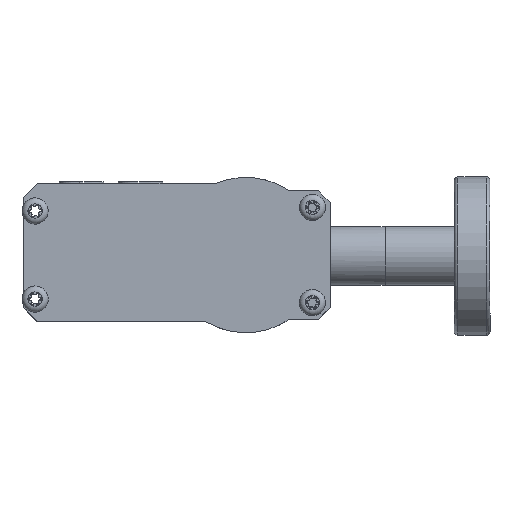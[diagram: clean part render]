
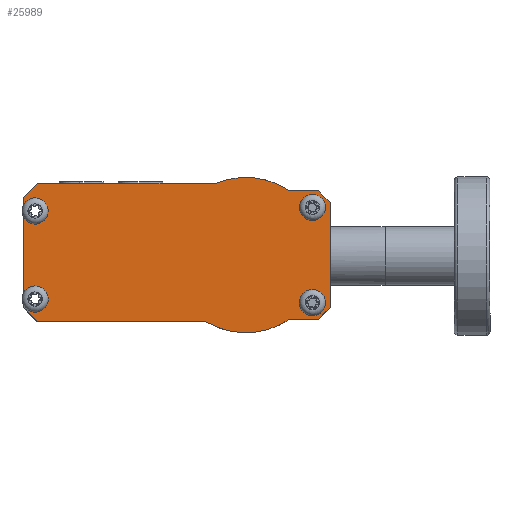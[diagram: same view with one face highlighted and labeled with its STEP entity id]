
A CAD part, left-side view. The second image highlights one B-rep face of the part: STEP entity #25989.
In plain terms, the highlighted planar face has unit normal (-1, 0, 0).
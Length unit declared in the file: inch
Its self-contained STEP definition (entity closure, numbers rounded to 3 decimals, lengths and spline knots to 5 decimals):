
#121 = EDGE_CURVE ( 'NONE', #13030, #22543, #9822, .T. ) ;
#427 = DIRECTION ( 'NONE',  ( 0., -0.707, -0.707 ) ) ;
#539 = CARTESIAN_POINT ( 'NONE',  ( -2.06, 1.752, -0.56 ) ) ;
#875 = EDGE_CURVE ( 'NONE', #13837, #20205, #16631, .T. ) ;
#901 = FACE_BOUND ( 'NONE', #22350, .T. ) ;
#978 = CARTESIAN_POINT ( 'NONE',  ( -2.06, 0.002, 0. ) ) ;
#1077 = EDGE_CURVE ( 'NONE', #27490, #15945, #21293, .T. ) ;
#1384 = ORIENTED_EDGE ( 'NONE', *, *, #23149, .T. ) ;
#1700 = EDGE_CURVE ( 'NONE', #3952, #27490, #5902, .T. ) ;
#1939 = VERTEX_POINT ( 'NONE', #25461 ) ;
#2196 = CARTESIAN_POINT ( 'NONE',  ( -2.06, -0.558, -0.4 ) ) ;
#2377 = VERTEX_POINT ( 'NONE', #28324 ) ;
#2579 = EDGE_CURVE ( 'NONE', #15945, #26776, #24182, .T. ) ;
#2700 = CARTESIAN_POINT ( 'NONE',  ( -2.06, -0.708, -0.44 ) ) ;
#3281 = DIRECTION ( 'NONE',  ( 0., 0., 1. ) ) ;
#3423 = DIRECTION ( 'NONE',  ( 0., 0., 1. ) ) ;
#3667 = VECTOR ( 'NONE', #427, 39.37008 ) ;
#3752 = DIRECTION ( 'NONE',  ( -1., 0., 0. ) ) ;
#3790 = LINE ( 'NONE', #2700, #26816 ) ;
#3901 = ORIENTED_EDGE ( 'NONE', *, *, #26007, .T. ) ;
#3952 = VERTEX_POINT ( 'NONE', #27010 ) ;
#4507 = DIRECTION ( 'NONE',  ( 0., 0., -1. ) ) ;
#5491 = CARTESIAN_POINT ( 'NONE',  ( -2.06, 0.3369, -0.56 ) ) ;
#5751 = VECTOR ( 'NONE', #11498, 39.37008 ) ;
#5812 = DIRECTION ( 'NONE',  ( -1., 0., 0. ) ) ;
#5902 = LINE ( 'NONE', #18652, #29669 ) ;
#6103 = AXIS2_PLACEMENT_3D ( 'NONE', #25951, #12217, #28288 ) ;
#6112 = CARTESIAN_POINT ( 'NONE',  ( -2.06, -0.558, 0.4 ) ) ;
#6549 = EDGE_CURVE ( 'NONE', #24999, #24999, #28223, .T. ) ;
#6772 = CARTESIAN_POINT ( 'NONE',  ( -2.06, 1.772, -0.43 ) ) ;
#6991 = AXIS2_PLACEMENT_3D ( 'NONE', #17533, #3752, #19835 ) ;
#7024 = FACE_BOUND ( 'NONE', #28488, .T. ) ;
#7834 = DIRECTION ( 'NONE',  ( 0., -1., 0. ) ) ;
#7891 = CIRCLE ( 'NONE', #6991, 0.06 ) ;
#8154 = CARTESIAN_POINT ( 'NONE',  ( -2.06, 0.002, 0. ) ) ;
#8189 = ORIENTED_EDGE ( 'NONE', *, *, #15159, .T. ) ;
#8368 = CARTESIAN_POINT ( 'NONE',  ( -2.06, 0.25843, 0.6 ) ) ;
#8432 = DIRECTION ( 'NONE',  ( 0., 0., 1. ) ) ;
#8629 = EDGE_CURVE ( 'NONE', #20205, #13030, #9352, .T. ) ;
#9005 = CARTESIAN_POINT ( 'NONE',  ( -2.06, 1.772, 0.43 ) ) ;
#9065 = ORIENTED_EDGE ( 'NONE', *, *, #9890, .F. ) ;
#9074 = VECTOR ( 'NONE', #18475, 39.37008 ) ;
#9352 = LINE ( 'NONE', #26626, #26928 ) ;
#9527 = AXIS2_PLACEMENT_3D ( 'NONE', #13618, #29706, #15922 ) ;
#9822 = LINE ( 'NONE', #539, #3667 ) ;
#9890 = EDGE_CURVE ( 'NONE', #27523, #27523, #24505, .T. ) ;
#9943 = ORIENTED_EDGE ( 'NONE', *, *, #20592, .T. ) ;
#10536 = VECTOR ( 'NONE', #23764, 39.37008 ) ;
#11108 = CARTESIAN_POINT ( 'NONE',  ( -2.06, -0.558, -0.46 ) ) ;
#11219 = DIRECTION ( 'NONE',  ( 0., 0.707, 0.707 ) ) ;
#11498 = DIRECTION ( 'NONE',  ( 0., 1., 0. ) ) ;
#11559 = ORIENTED_EDGE ( 'NONE', *, *, #8629, .T. ) ;
#11639 = CARTESIAN_POINT ( 'NONE',  ( -2.06, -0.43639, 0.54 ) ) ;
#11672 = CARTESIAN_POINT ( 'NONE',  ( -2.06, -0.608, 0.54 ) ) ;
#11854 = CIRCLE ( 'NONE', #28981, 0.06 ) ;
#11990 = ORIENTED_EDGE ( 'NONE', *, *, #18275, .F. ) ;
#12217 = DIRECTION ( 'NONE',  ( -1., 0., 0. ) ) ;
#12869 = EDGE_CURVE ( 'NONE', #19960, #19960, #7891, .T. ) ;
#12876 = DIRECTION ( 'NONE',  ( 0., 0., -1. ) ) ;
#12996 = EDGE_CURVE ( 'NONE', #2377, #25580, #27660, .T. ) ;
#13022 = LINE ( 'NONE', #19484, #24513 ) ;
#13030 = VERTEX_POINT ( 'NONE', #22953 ) ;
#13136 = FACE_OUTER_BOUND ( 'NONE', #25288, .T. ) ;
#13618 = CARTESIAN_POINT ( 'NONE',  ( -2.06, 0.002, 0. ) ) ;
#13784 = EDGE_CURVE ( 'NONE', #22543, #2377, #26820, .T. ) ;
#13837 = VERTEX_POINT ( 'NONE', #17168 ) ;
#14217 = VERTEX_POINT ( 'NONE', #14251 ) ;
#14251 = CARTESIAN_POINT ( 'NONE',  ( -2.06, -0.608, -0.54 ) ) ;
#14565 = CARTESIAN_POINT ( 'NONE',  ( -2.06, -0.36427, 0.54 ) ) ;
#14612 = VECTOR ( 'NONE', #7834, 39.37008 ) ;
#14726 = AXIS2_PLACEMENT_3D ( 'NONE', #8154, #5812, #3423 ) ;
#15159 = EDGE_CURVE ( 'NONE', #26776, #13837, #18747, .T. ) ;
#15922 = DIRECTION ( 'NONE',  ( 0., 0., -1. ) ) ;
#15945 = VERTEX_POINT ( 'NONE', #14565 ) ;
#16105 = CARTESIAN_POINT ( 'NONE',  ( -2.06, 0.25843, 0.6 ) ) ;
#16477 = VERTEX_POINT ( 'NONE', #19366 ) ;
#16631 = LINE ( 'NONE', #23672, #10536 ) ;
#16945 = ORIENTED_EDGE ( 'NONE', *, *, #12996, .T. ) ;
#16960 = PLANE ( 'NONE',  #23701 ) ;
#17059 = DIRECTION ( 'NONE',  ( -1., 0., 0. ) ) ;
#17168 = CARTESIAN_POINT ( 'NONE',  ( -2.06, 1.752, 0.6 ) ) ;
#17433 = ORIENTED_EDGE ( 'NONE', *, *, #1077, .T. ) ;
#17533 = CARTESIAN_POINT ( 'NONE',  ( -2.06, 1.772, -0.37 ) ) ;
#17894 = ORIENTED_EDGE ( 'NONE', *, *, #121, .T. ) ;
#18275 = EDGE_CURVE ( 'NONE', #1939, #1939, #11854, .T. ) ;
#18308 = DIRECTION ( 'NONE',  ( -1., 0., 0. ) ) ;
#18475 = DIRECTION ( 'NONE',  ( 0., 1., 0. ) ) ;
#18652 = CARTESIAN_POINT ( 'NONE',  ( -2.06, -0.708, 0.44 ) ) ;
#18747 = LINE ( 'NONE', #16105, #5751 ) ;
#18794 = DIRECTION ( 'NONE',  ( 0., 0., 1. ) ) ;
#18996 = ORIENTED_EDGE ( 'NONE', *, *, #13784, .T. ) ;
#19366 = CARTESIAN_POINT ( 'NONE',  ( -2.06, -0.708, -0.44 ) ) ;
#19484 = CARTESIAN_POINT ( 'NONE',  ( -2.06, -0.36427, -0.54 ) ) ;
#19835 = DIRECTION ( 'NONE',  ( 0., 0., -1. ) ) ;
#19960 = VERTEX_POINT ( 'NONE', #6772 ) ;
#20205 = VERTEX_POINT ( 'NONE', #26251 ) ;
#20592 = EDGE_CURVE ( 'NONE', #16477, #3952, #3790, .T. ) ;
#21293 = LINE ( 'NONE', #11639, #9074 ) ;
#21701 = CARTESIAN_POINT ( 'NONE',  ( -2.06, -0.708, -0.44 ) ) ;
#21780 = LINE ( 'NONE', #21701, #27892 ) ;
#22209 = DIRECTION ( 'NONE',  ( -1., 0., 0. ) ) ;
#22350 = EDGE_LOOP ( 'NONE', ( #29798 ) ) ;
#22543 = VERTEX_POINT ( 'NONE', #26462 ) ;
#22776 = ORIENTED_EDGE ( 'NONE', *, *, #1700, .T. ) ;
#22953 = CARTESIAN_POINT ( 'NONE',  ( -2.06, 1.872, -0.44 ) ) ;
#23149 = EDGE_CURVE ( 'NONE', #25580, #14217, #13022, .T. ) ;
#23672 = CARTESIAN_POINT ( 'NONE',  ( -2.06, 1.752, 0.6 ) ) ;
#23701 = AXIS2_PLACEMENT_3D ( 'NONE', #978, #17059, #3281 ) ;
#23764 = DIRECTION ( 'NONE',  ( 0., 0.707, -0.707 ) ) ;
#23904 = ORIENTED_EDGE ( 'NONE', *, *, #2579, .T. ) ;
#24010 = DIRECTION ( 'NONE',  ( 0., -0.707, 0.707 ) ) ;
#24096 = DIRECTION ( 'NONE',  ( 0., -1., 0. ) ) ;
#24182 = CIRCLE ( 'NONE', #14726, 0.6525 ) ;
#24505 = CIRCLE ( 'NONE', #6103, 0.06 ) ;
#24513 = VECTOR ( 'NONE', #24096, 39.37008 ) ;
#24632 = FACE_BOUND ( 'NONE', #25642, .T. ) ;
#24992 = ORIENTED_EDGE ( 'NONE', *, *, #6549, .F. ) ;
#24999 = VERTEX_POINT ( 'NONE', #11108 ) ;
#25288 = EDGE_LOOP ( 'NONE', ( #22776, #17433, #23904, #8189, #26869, #11559, #17894, #18996, #16945, #1384, #3901, #9943 ) ) ;
#25367 = FACE_BOUND ( 'NONE', #27524, .T. ) ;
#25461 = CARTESIAN_POINT ( 'NONE',  ( -2.06, -0.558, 0.46 ) ) ;
#25580 = VERTEX_POINT ( 'NONE', #26840 ) ;
#25642 = EDGE_LOOP ( 'NONE', ( #11990 ) ) ;
#25951 = CARTESIAN_POINT ( 'NONE',  ( -2.06, 1.772, 0.37 ) ) ;
#25989 = ADVANCED_FACE ( 'NONE', ( #25367, #7024, #13136, #24632, #901 ), #16960, .T. ) ;
#26007 = EDGE_CURVE ( 'NONE', #14217, #16477, #21780, .T. ) ;
#26251 = CARTESIAN_POINT ( 'NONE',  ( -2.06, 1.872, 0.48 ) ) ;
#26435 = AXIS2_PLACEMENT_3D ( 'NONE', #2196, #18308, #4507 ) ;
#26462 = CARTESIAN_POINT ( 'NONE',  ( -2.06, 1.752, -0.56 ) ) ;
#26626 = CARTESIAN_POINT ( 'NONE',  ( -2.06, 1.872, 0. ) ) ;
#26776 = VERTEX_POINT ( 'NONE', #8368 ) ;
#26816 = VECTOR ( 'NONE', #18794, 39.37008 ) ;
#26820 = LINE ( 'NONE', #5491, #14612 ) ;
#26840 = CARTESIAN_POINT ( 'NONE',  ( -2.06, -0.36427, -0.54 ) ) ;
#26869 = ORIENTED_EDGE ( 'NONE', *, *, #875, .T. ) ;
#26928 = VECTOR ( 'NONE', #12876, 39.37008 ) ;
#27010 = CARTESIAN_POINT ( 'NONE',  ( -2.06, -0.708, 0.44 ) ) ;
#27490 = VERTEX_POINT ( 'NONE', #11672 ) ;
#27523 = VERTEX_POINT ( 'NONE', #9005 ) ;
#27524 = EDGE_LOOP ( 'NONE', ( #24992 ) ) ;
#27660 = CIRCLE ( 'NONE', #9527, 0.6525 ) ;
#27892 = VECTOR ( 'NONE', #24010, 39.37008 ) ;
#28223 = CIRCLE ( 'NONE', #26435, 0.06 ) ;
#28288 = DIRECTION ( 'NONE',  ( 0., 0., 1. ) ) ;
#28324 = CARTESIAN_POINT ( 'NONE',  ( -2.06, 0.3369, -0.56 ) ) ;
#28488 = EDGE_LOOP ( 'NONE', ( #9065 ) ) ;
#28981 = AXIS2_PLACEMENT_3D ( 'NONE', #6112, #22209, #8432 ) ;
#29669 = VECTOR ( 'NONE', #11219, 39.37008 ) ;
#29706 = DIRECTION ( 'NONE',  ( -1., 0., 0. ) ) ;
#29798 = ORIENTED_EDGE ( 'NONE', *, *, #12869, .F. ) ;
